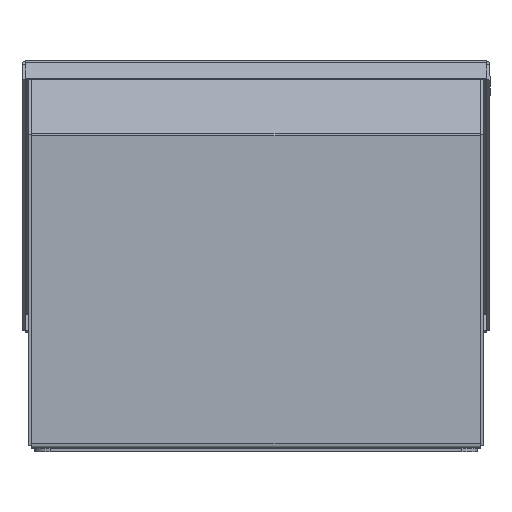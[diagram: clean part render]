
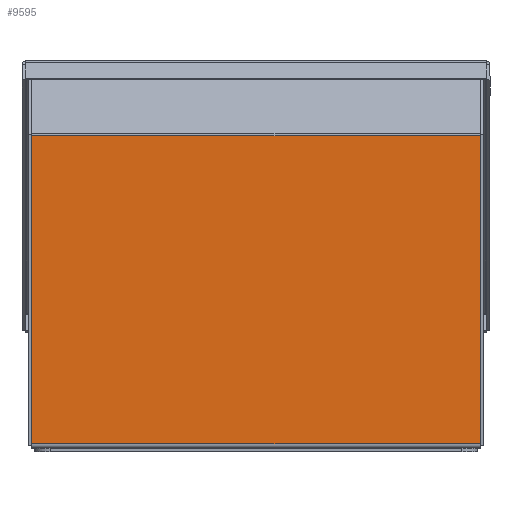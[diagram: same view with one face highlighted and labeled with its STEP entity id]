
A CAD part, left-side view. The second image highlights one B-rep face of the part: STEP entity #9595.
In plain terms, the highlighted planar face has unit normal (-1, 0, 0).
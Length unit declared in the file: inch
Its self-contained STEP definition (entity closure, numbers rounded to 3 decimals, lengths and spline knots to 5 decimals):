
#308=LINE('',#13731,#1330);
#314=LINE('',#13749,#1336);
#317=LINE('',#13756,#1339);
#319=LINE('',#13759,#1341);
#1330=VECTOR('',#11089,10.625);
#1336=VECTOR('',#11111,7.30655);
#1339=VECTOR('',#11118,7.30655);
#1341=VECTOR('',#11122,10.625);
#2293=PLANE('',#10150);
#2766=FACE_OUTER_BOUND('',#3283,.T.);
#3283=EDGE_LOOP('',(#6538,#6539,#6540,#6541));
#4154=VERTEX_POINT('',#13728);
#4155=VERTEX_POINT('',#13730);
#4159=VERTEX_POINT('',#13747);
#4161=VERTEX_POINT('',#13755);
#5068=EDGE_CURVE('',#4155,#4154,#308,.T.);
#5077=EDGE_CURVE('',#4159,#4154,#314,.T.);
#5080=EDGE_CURVE('',#4155,#4161,#317,.T.);
#5082=EDGE_CURVE('',#4159,#4161,#319,.T.);
#6538=ORIENTED_EDGE('',*,*,#5068,.T.);
#6539=ORIENTED_EDGE('',*,*,#5077,.F.);
#6540=ORIENTED_EDGE('',*,*,#5082,.T.);
#6541=ORIENTED_EDGE('',*,*,#5080,.F.);
#9595=ADVANCED_FACE('',(#2766),#2293,.F.);
#10150=AXIS2_PLACEMENT_3D('',#13773,#11138,#11139);
#11089=DIRECTION('',(0.,1.,0.));
#11111=DIRECTION('',(0.,0.,1.));
#11118=DIRECTION('',(0.,0.,-1.));
#11122=DIRECTION('',(0.,-1.,0.));
#11138=DIRECTION('center_axis',(1.,0.,0.));
#11139=DIRECTION('ref_axis',(0.,0.,-1.));
#13728=CARTESIAN_POINT('',(0.,10.625,7.4118));
#13730=CARTESIAN_POINT('',(0.,0.,
7.4118));
#13731=CARTESIAN_POINT('',(0.,2.65625,7.4118));
#13747=CARTESIAN_POINT('',(0.,10.625,0.10525));
#13749=CARTESIAN_POINT('',(0.,10.625,0.10525));
#13755=CARTESIAN_POINT('',(0.,0.,
0.10525));
#13756=CARTESIAN_POINT('',(0.,0.,
-0.09522));
#13759=CARTESIAN_POINT('',(0.,5.3125,0.10525));
#13773=CARTESIAN_POINT('Origin',(0.,5.3125,3.72251));
